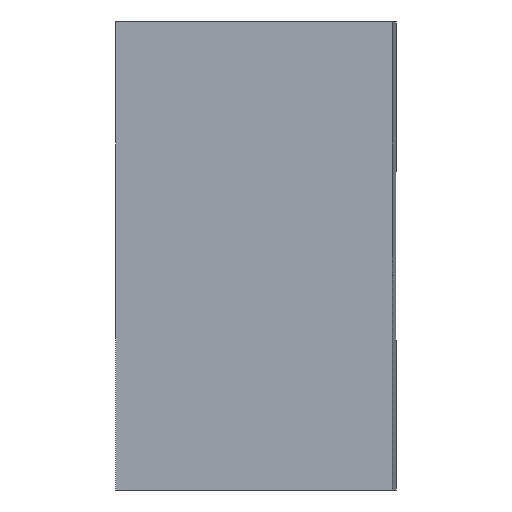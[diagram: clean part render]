
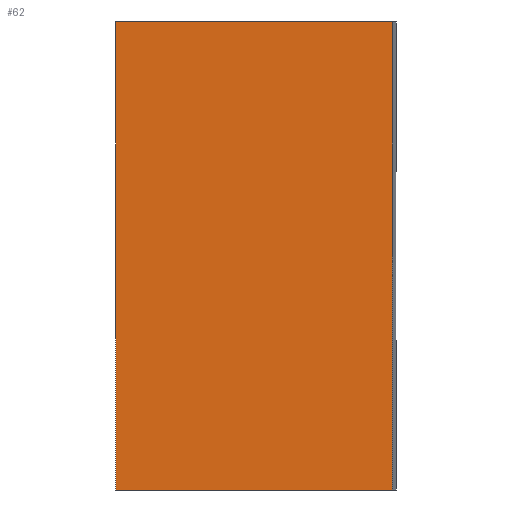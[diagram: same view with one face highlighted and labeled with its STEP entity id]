
A CAD part, left-side view. The second image highlights one B-rep face of the part: STEP entity #62.
In plain terms, the highlighted planar face has unit normal (-1, 0, 0).
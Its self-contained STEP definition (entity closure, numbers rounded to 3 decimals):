
#62 = ADVANCED_FACE( '', ( #120 ), #121, .F. );
#120 = FACE_OUTER_BOUND( '', #170, .T. );
#121 = PLANE( '', #171 );
#170 = EDGE_LOOP( '', ( #291, #292, #293, #294 ) );
#171 = AXIS2_PLACEMENT_3D( '', #295, #296, #297 );
#291 = ORIENTED_EDGE( '', *, *, #311, .T. );
#292 = ORIENTED_EDGE( '', *, *, #351, .F. );
#293 = ORIENTED_EDGE( '', *, *, #353, .F. );
#294 = ORIENTED_EDGE( '', *, *, #337, .T. );
#295 = CARTESIAN_POINT( '', ( 0., 0., 25. ) );
#296 = DIRECTION( '', ( 1., 0., 0. ) );
#297 = DIRECTION( '', ( 0., 0., -1. ) );
#311 = EDGE_CURVE( '', #364, #365, #366, .T. );
#337 = EDGE_CURVE( '', #409, #364, #410, .T. );
#351 = EDGE_CURVE( '', #426, #365, #428, .T. );
#353 = EDGE_CURVE( '', #409, #426, #430, .T. );
#364 = VERTEX_POINT( '', #443 );
#365 = VERTEX_POINT( '', #444 );
#366 = LINE( '', #445, #446 );
#409 = VERTEX_POINT( '', #505 );
#410 = LINE( '', #506, #507 );
#426 = VERTEX_POINT( '', #578 );
#428 = LINE( '', #580, #581 );
#430 = LINE( '', #583, #584 );
#443 = CARTESIAN_POINT( '', ( 0., 0., -25. ) );
#444 = CARTESIAN_POINT( '', ( 0., -29.58, -25. ) );
#445 = CARTESIAN_POINT( '', ( 0., 0., -25. ) );
#446 = VECTOR( '', #599, 1000. );
#505 = CARTESIAN_POINT( '', ( 0., 0., 25. ) );
#506 = CARTESIAN_POINT( '', ( 0., 0., 25. ) );
#507 = VECTOR( '', #631, 1000. );
#578 = CARTESIAN_POINT( '', ( 0., -29.58, 25. ) );
#580 = CARTESIAN_POINT( '', ( 0., -29.58, 25. ) );
#581 = VECTOR( '', #644, 1000. );
#583 = CARTESIAN_POINT( '', ( 0., 0., 25. ) );
#584 = VECTOR( '', #645, 1000. );
#599 = DIRECTION( '', ( 0., -1., 0. ) );
#631 = DIRECTION( '', ( 0., 0., -1. ) );
#644 = DIRECTION( '', ( 0., 0., -1. ) );
#645 = DIRECTION( '', ( 0., -1., 0. ) );
